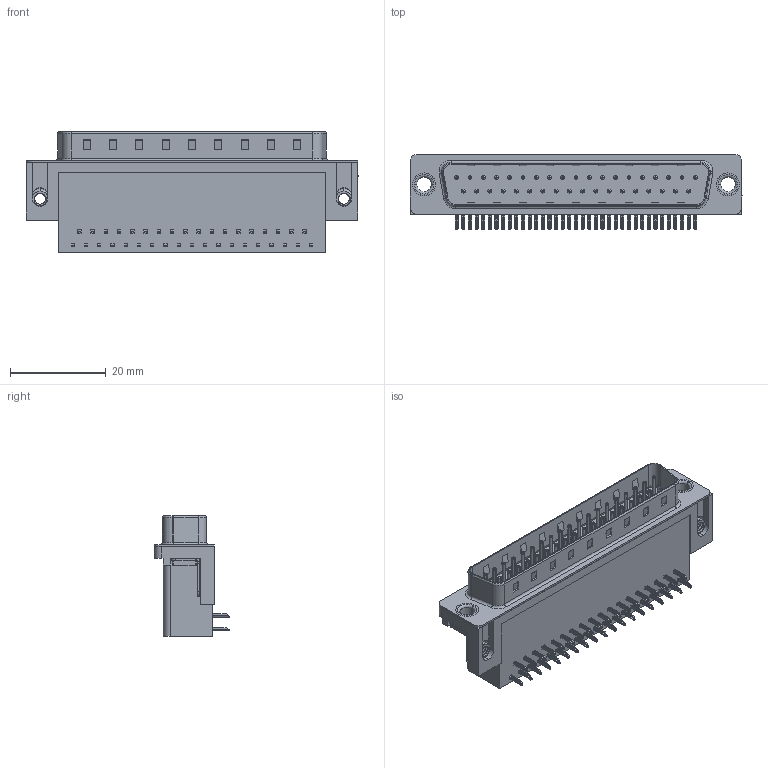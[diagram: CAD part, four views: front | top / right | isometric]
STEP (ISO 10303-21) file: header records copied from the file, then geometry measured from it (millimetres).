
FILE_DESCRIPTION (( 'STEP AP203' ), '1' );
FILE_NAME ('625-037-362-551.STEP', '2018-11-06T06:12:48', ( '' ), ( '' ), 'SwSTEP 2.0', 'SolidWorks 2016', '' );
FILE_SCHEMA (( 'CONFIG_CONTROL_DESIGN' ));
Length unit declared in the file: millimetre
Products named in the file (7): 625 Housing_37 Socket; 625 Shell_37 Socket; 625 Contact Bottom; 625 Contact Top; 625 4-40 Threaded Board Mount; 625 Thru Hole Rivet; 625-037-362-551
Assembly tree (43 placements, depth 2):
  625-037-362-551
    625 Housing_37 Socket
    625 Shell_37 Socket
    625 Contact Bottom  x18
    625 Contact Top  x19
    625 4-40 Threaded Board Mount  x2
    625 Thru Hole Rivet  x2
Bounding box: 69.4 x 15.73 x 25.16 mm (x, y, z)
Volume: 12599.5 mm3; surface area: 11810.1 mm2
Topology: 43 solids, 43 shells, 3193 faces, 7883 edges, 4859 vertices
Faces by surface type: plane 2015, cylinder 911, torus 261, bspline 6
Entity records: 26463 total; most frequent: CARTESIAN_POINT 5500, DIRECTION 4061, ORIENTED_EDGE 3884, EDGE_CURVE 1942, VECTOR 1407, LINE 1407, AXIS2_PLACEMENT_3D 1327, VERTEX_POINT 1251
